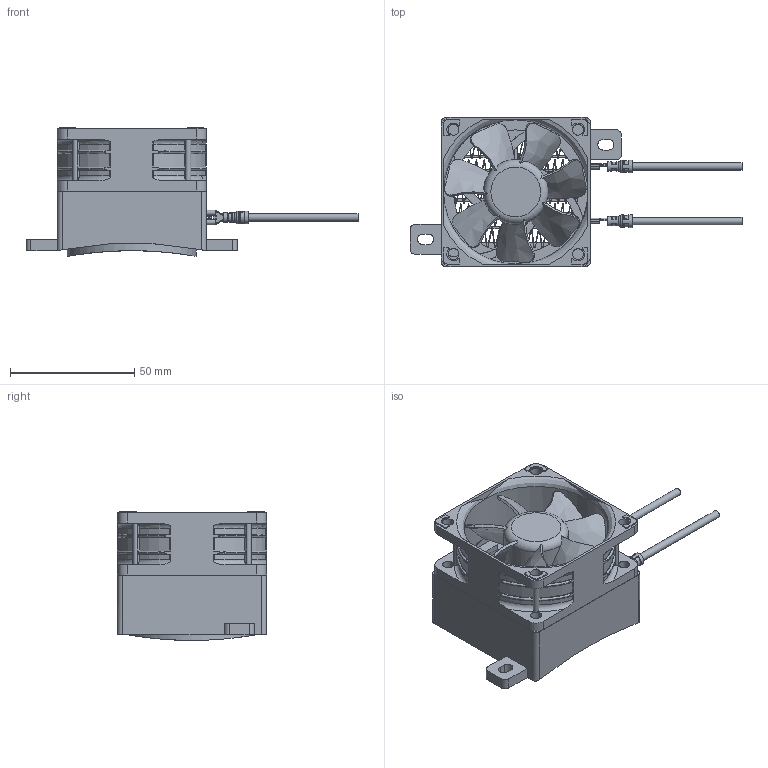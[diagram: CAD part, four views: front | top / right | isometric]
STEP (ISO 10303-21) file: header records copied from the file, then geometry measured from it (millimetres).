
FILE_DESCRIPTION(/* description */ (''),/* implementation_level */ '2;1');
FILE_NAME(/* name */ 'PTC Heater 24V 150W.step',/* time_stamp */ '2024-04-06T13:36:28+02:00',/* author */ (''),/* organization */ (''),/* preprocessor_version */ 'ST-DEVELOPER v20',/* originating_system */ 'Autodesk Translation Framework v12.20.1.177',/* authorisation */ '');
FILE_SCHEMA (('AUTOMOTIVE_DESIGN { 1 0 10303 214 3 1 1 }'));
Length unit declared in the file: millimetre
Products named in the file (12): (Unsaved); PTC Heater 24V 150W; F Spade Terminal Positive; Red Wire; F Spade Terminal Negative; Black Wire; Noctua NF-A6x25; Component12; Component11; Component10; Fins; Heater Body
Assembly tree (11 placements, depth 4):
  (Unsaved)
    PTC Heater 24V 150W
      F Spade Terminal Positive
        Red Wire
      F Spade Terminal Negative
        Black Wire
      Noctua NF-A6x25
        Component12
        Component11
        Component10
      Fins
      Heater Body
Bounding box: 133.49 x 60 x 51.79 mm (x, y, z)
Volume: 71880.1 mm3; surface area: 93578.8 mm2
Topology: 24 solids, 24 shells, 1373 faces, 3886 edges, 2545 vertices
Faces by surface type: plane 646, cylinder 519, torus 105, bspline 87, sphere 12, cone 4
Full cylindrical faces by diameter (mm): 1.5 x2, 2.4 x2, 3 x2, 3.7 x2, 3.8 x2, 4.4 x12, 5.1 x2, 50 x1, 52 x1, 58 x1
Entity records: 50879 total; most frequent: CARTESIAN_POINT 14407, ORIENTED_EDGE 7748, DIRECTION 7374, EDGE_CURVE 3874, AXIS2_PLACEMENT_3D 2573, VERTEX_POINT 2545, LINE 2228, VECTOR 2228
